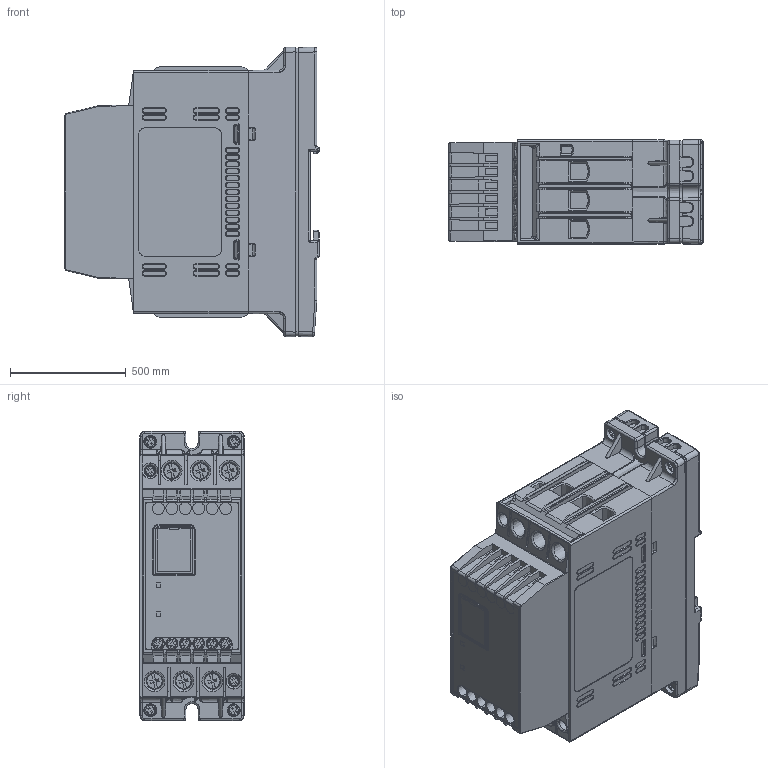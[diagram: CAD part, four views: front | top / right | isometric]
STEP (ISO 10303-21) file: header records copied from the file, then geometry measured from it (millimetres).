
FILE_DESCRIPTION((' '),'2;1');
FILE_NAME('CGI1012-00-3D.stp','2014-06-27T14:48:39',(' '),(' '),' ','ACIS',' ');
FILE_SCHEMA(('CONFIG_CONTROL_DESIGN'));
Length unit declared in the file: inch
Products named in the file (4): CGI1012-00-3D.stp; Component2; Body1; Body2
Assembly tree (3 placements, depth 3):
  CGI1012-00-3D.stp
    Component2
      Body1
      Body2
Bounding box: 1098 x 450.07 x 1250 mm (x, y, z)
Volume: 445401313.8 mm3; surface area: 6633413.5 mm2
Topology: 11 solids, 11 shells, 2780 faces, 7354 edges, 4661 vertices
Faces by surface type: bspline 1342, plane 758, cylinder 491, cone 87, torus 76, sphere 26
Full cylindrical faces by diameter (mm): 30 x6, 49 x4, 56 x2, 69 x6
Entity records: 120518 total; most frequent: CARTESIAN_POINT 55073, ORIENTED_EDGE 14482, DIRECTION 12362, EDGE_CURVE 7241, VERTEX_POINT 4628, AXIS2_PLACEMENT_3D 4189, VECTOR 3984, LINE 3984
